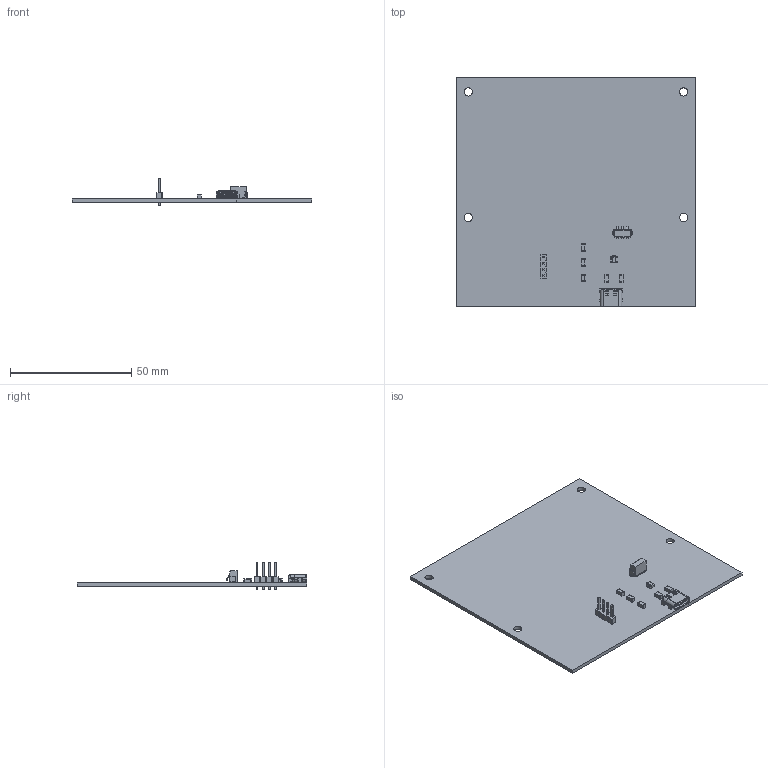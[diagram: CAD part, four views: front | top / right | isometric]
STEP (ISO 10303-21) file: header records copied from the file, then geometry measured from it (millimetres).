
FILE_DESCRIPTION(('KiCad electronic assembly'),'2;1');
FILE_NAME('RevDriverhubBatteryCharger.step','2025-11-30T14:13:20',( 'Pcbnew'),('Kicad'),'Open CASCADE STEP processor 7.9', 'KiCad to STEP converter','Unknown');
FILE_SCHEMA(('AUTOMOTIVE_DESIGN { 1 0 10303 214 1 1 1 1 }'));
Length unit declared in the file: millimetre
Products named in the file (8): RevDriverhubBatteryCharger 1; USB_C_CUSTOM; C_1206_3216Metric; MCP73831T-3ACI_OT (Charging unit); PinHeader_1x04_P2.54mm_Vertical; 009155003852006; 00-9155-003-852-00X-STP-BM; RevDriverhubBatteryCharger_PCB
Assembly tree (11 placements, depth 3):
  RevDriverhubBatteryCharger 1
    USB_C_CUSTOM
    C_1206_3216Metric  x5
    MCP73831T-3ACI_OT (Charging unit)
    PinHeader_1x04_P2.54mm_Vertical
    009155003852006
      00-9155-003-852-00X-STP-BM
    RevDriverhubBatteryCharger_PCB
Bounding box: 99 x 95 x 11.54 mm (x, y, z)
Volume: 14467.5 mm3; surface area: 20460.5 mm2
Topology: 24 solids, 24 shells, 1318 faces, 3627 edges, 2352 vertices
Faces by surface type: plane 962, cylinder 317, cone 33, bspline 6
Full cylindrical faces by diameter (mm): 0.65 x2, 0.9 x2, 1 x4, 3.4 x3, 3.401 x1
Entity records: 41937 total; most frequent: CARTESIAN_POINT 8199, ORIENTED_EDGE 6678, DIRECTION 5956, EDGE_CURVE 3339, LINE 2604, VECTOR 2604, VERTEX_POINT 2160, AXIS2_PLACEMENT_3D 1676
